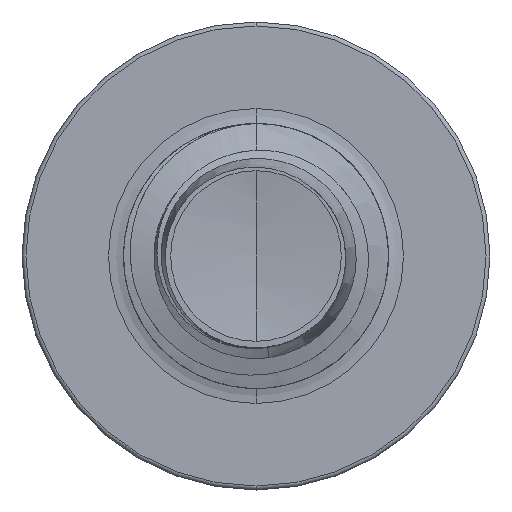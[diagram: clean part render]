
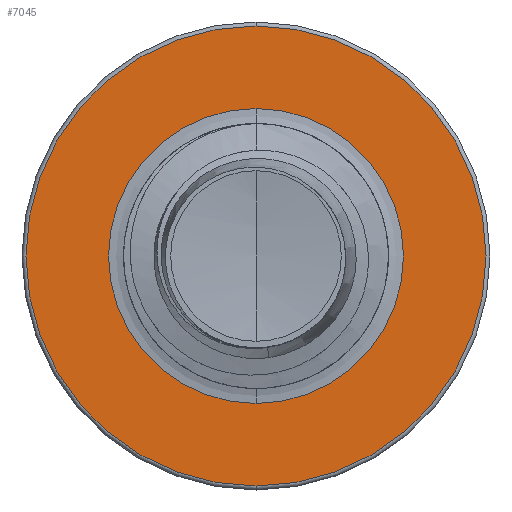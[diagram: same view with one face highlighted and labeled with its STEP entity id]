
A CAD part, front view. The second image highlights one B-rep face of the part: STEP entity #7045.
In plain terms, the highlighted planar face has unit normal (0, -1, 0).
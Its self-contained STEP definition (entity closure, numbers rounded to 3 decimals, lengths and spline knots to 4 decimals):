
#345 = VERTEX_POINT ( 'NONE', #10178 ) ;
#362 = AXIS2_PLACEMENT_3D ( 'NONE', #28618, #1693, #21068 ) ;
#405 = EDGE_LOOP ( 'NONE', ( #17409, #24365 ) ) ;
#1693 = DIRECTION ( 'NONE',  ( 0., 1., 0. ) ) ;
#3598 = ORIENTED_EDGE ( 'NONE', *, *, #9724, .T. ) ;
#3760 = AXIS2_PLACEMENT_3D ( 'NONE', #30336, #14769, #32835 ) ;
#4100 = FACE_OUTER_BOUND ( 'NONE', #405, .T. ) ;
#5482 = CARTESIAN_POINT ( 'NONE',  ( 0., 12.5, 0. ) ) ;
#6783 = AXIS2_PLACEMENT_3D ( 'NONE', #29721, #14129, #32244 ) ;
#7045 = ADVANCED_FACE ( 'NONE', ( #4100, #24807 ), #18245, .F. ) ;
#7669 = CIRCLE ( 'NONE', #6783, 2.605 ) ;
#8333 = DIRECTION ( 'NONE',  ( 0., 0., 1. ) ) ;
#9724 = EDGE_CURVE ( 'NONE', #17963, #23700, #21981, .T. ) ;
#10092 = EDGE_CURVE ( 'NONE', #33930, #345, #7669, .T. ) ;
#10178 = CARTESIAN_POINT ( 'NONE',  ( 0., 12.5, 2.605 ) ) ;
#10258 = CARTESIAN_POINT ( 'NONE',  ( 0., 12.5, 0. ) ) ;
#12983 = DIRECTION ( 'NONE',  ( 0., 0., 1. ) ) ;
#13165 = CIRCLE ( 'NONE', #13892, 1.6704 ) ;
#13698 = EDGE_CURVE ( 'NONE', #23700, #17963, #13165, .T. ) ;
#13892 = AXIS2_PLACEMENT_3D ( 'NONE', #10258, #28648, #12983 ) ;
#14129 = DIRECTION ( 'NONE',  ( 0., 1., 0. ) ) ;
#14769 = DIRECTION ( 'NONE',  ( 0., 1., 0. ) ) ;
#17409 = ORIENTED_EDGE ( 'NONE', *, *, #26121, .F. ) ;
#17669 = CARTESIAN_POINT ( 'NONE',  ( 0., 12.5, -2.605 ) ) ;
#17963 = VERTEX_POINT ( 'NONE', #33300 ) ;
#18245 = PLANE ( 'NONE',  #362 ) ;
#21068 = DIRECTION ( 'NONE',  ( 0., 0., 1. ) ) ;
#21981 = CIRCLE ( 'NONE', #27063, 1.6704 ) ;
#23700 = VERTEX_POINT ( 'NONE', #28347 ) ;
#24296 = DIRECTION ( 'NONE',  ( 0., 1., 0. ) ) ;
#24365 = ORIENTED_EDGE ( 'NONE', *, *, #10092, .F. ) ;
#24807 = FACE_BOUND ( 'NONE', #33175, .T. ) ;
#25632 = CIRCLE ( 'NONE', #3760, 2.605 ) ;
#26121 = EDGE_CURVE ( 'NONE', #345, #33930, #25632, .T. ) ;
#27063 = AXIS2_PLACEMENT_3D ( 'NONE', #5482, #24296, #8333 ) ;
#28347 = CARTESIAN_POINT ( 'NONE',  ( 0., 12.5, 1.6704 ) ) ;
#28618 = CARTESIAN_POINT ( 'NONE',  ( 0., 12.5, -1.6704 ) ) ;
#28648 = DIRECTION ( 'NONE',  ( 0., 1., 0. ) ) ;
#29721 = CARTESIAN_POINT ( 'NONE',  ( 0., 12.5, 0. ) ) ;
#30336 = CARTESIAN_POINT ( 'NONE',  ( 0., 12.5, 0. ) ) ;
#31123 = ORIENTED_EDGE ( 'NONE', *, *, #13698, .T. ) ;
#32244 = DIRECTION ( 'NONE',  ( 0., 0., 1. ) ) ;
#32835 = DIRECTION ( 'NONE',  ( 0., 0., 1. ) ) ;
#33175 = EDGE_LOOP ( 'NONE', ( #31123, #3598 ) ) ;
#33300 = CARTESIAN_POINT ( 'NONE',  ( 0., 12.5, -1.6704 ) ) ;
#33930 = VERTEX_POINT ( 'NONE', #17669 ) ;
